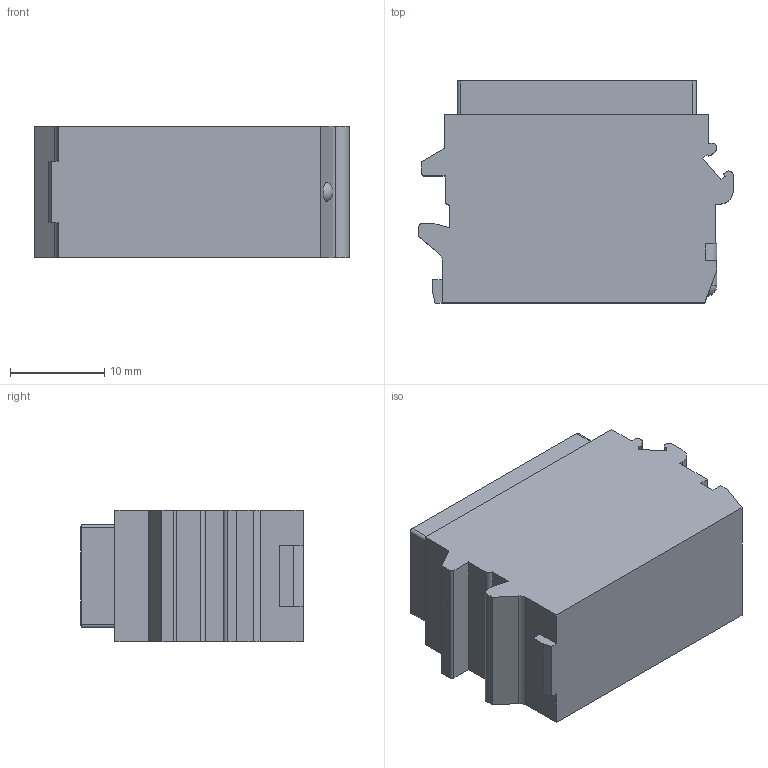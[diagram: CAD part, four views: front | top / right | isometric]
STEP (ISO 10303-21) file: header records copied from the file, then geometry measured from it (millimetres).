
FILE_DESCRIPTION((''),'2;1');
FILE_NAME('00177730404','2020-09-01T',('presta_be4'),(''),'CREO PARAMETRIC BY PTC INC, 2018360','CREO PARAMETRIC BY PTC INC, 2018360','');
FILE_SCHEMA(('CONFIG_CONTROL_DESIGN'));
Products named in the file (1): 00177730404
Bounding box: 33.45 x 23.62 x 14 mm (x, y, z)
Volume: 7518.4 mm3; surface area: 8914.7 mm2
Topology: 11 solids, 11 shells, 1880 faces, 4933 edges, 3116 vertices
Faces by surface type: plane 922, cylinder 417, torus 280, cone 180, bspline 80, sphere 1
Entity records: 68869 total; most frequent: CARTESIAN_POINT 22242, DIRECTION 9852, ORIENTED_EDGE 9826, EDGE_CURVE 4913, AXIS2_PLACEMENT_3D 3701, VERTEX_POINT 3116, VECTOR 2450, LINE 2450
